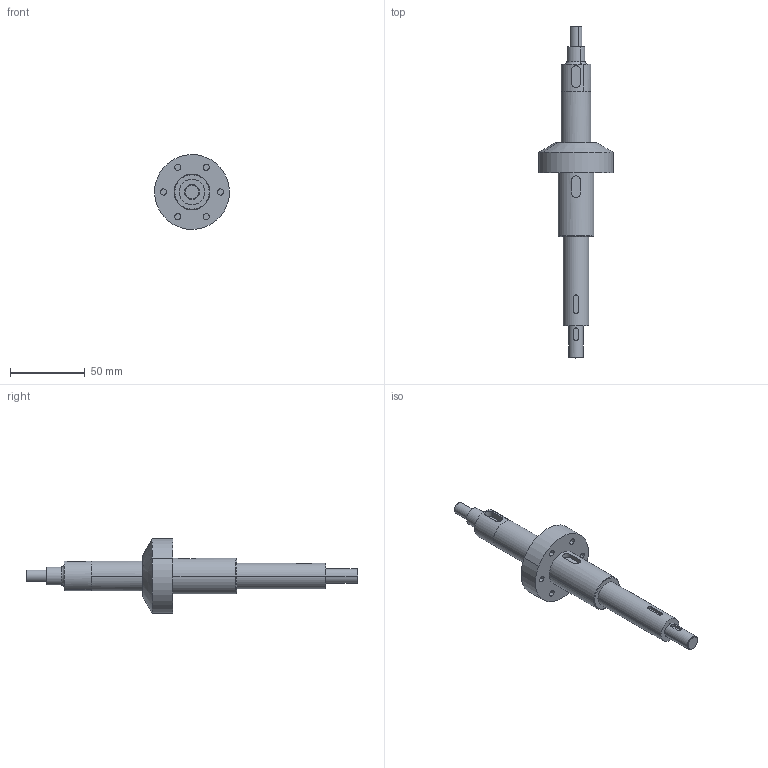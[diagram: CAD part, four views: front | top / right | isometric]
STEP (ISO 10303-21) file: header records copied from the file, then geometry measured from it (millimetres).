
FILE_DESCRIPTION(('CATIA V5 STEP Exchange'),'2;1');
FILE_NAME('axe_2.stp','2017-02-26T19:20:47+00:00',('none'),('none'),'CATIA Version 5 Release 20 GA (IN-10)','CATIA V5 STEP AP203','none');
FILE_SCHEMA(('CONFIG_CONTROL_DESIGN'));
Length unit declared in the file: millimetre
Products named in the file (1): axe_2
Bounding box: 49.99 x 221.5 x 49.99 mm (x, y, z)
Volume: 85761.4 mm3; surface area: 18697.9 mm2
Topology: 1 solids, 1 shells, 72 faces, 162 edges, 108 vertices
Faces by surface type: cylinder 36, plane 26, cone 8, torus 2
Entity records: 1936 total; most frequent: CARTESIAN_POINT 399, ORIENTED_EDGE 324, DIRECTION 242, EDGE_CURVE 162, AXIS2_PLACEMENT_3D 127, VERTEX_POINT 108, EDGE_LOOP 88, CIRCLE 78
